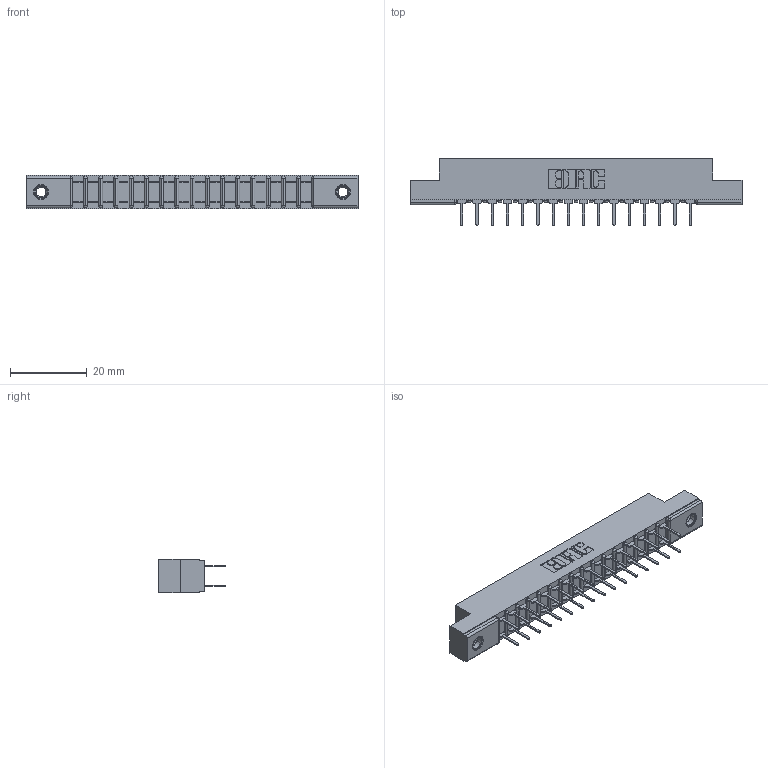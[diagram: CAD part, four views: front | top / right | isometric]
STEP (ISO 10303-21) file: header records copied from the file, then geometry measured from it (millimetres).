
FILE_DESCRIPTION (( 'STEP AP203' ), '1' );
FILE_NAME ('357-032-424-207.STEP', '2020-10-03T14:32:48', ( '' ), ( '' ), 'SwSTEP 2.0', 'SolidWorks 2020', '' );
FILE_SCHEMA (( 'CONFIG_CONTROL_DESIGN' ));
Length unit declared in the file: inch
Products named in the file (4): 357-032-424-207; 345-250-001_345-250-005-103; 307-290-001_524; 307 Part_.156 Dia Mounting Holes
Assembly tree (35 placements, depth 2):
  357-032-424-207
    307 Part_.156 Dia Mounting Holes
    307-290-001_524  x32
    345-250-001_345-250-005-103  x2
Bounding box: 86.41 x 17.42 x 8.71 mm (x, y, z)
Volume: 5629 mm3; surface area: 9612.9 mm2
Topology: 35 solids, 35 shells, 1667 faces, 4619 edges, 2982 vertices
Faces by surface type: plane 1094, cylinder 523, sphere 34, cone 12, torus 4
Entity records: 18587 total; most frequent: CARTESIAN_POINT 3031, ORIENTED_EDGE 2994, DIRECTION 2989, EDGE_CURVE 1497, LINE 1137, VECTOR 1137, VERTEX_POINT 968, AXIS2_PLACEMENT_3D 926
